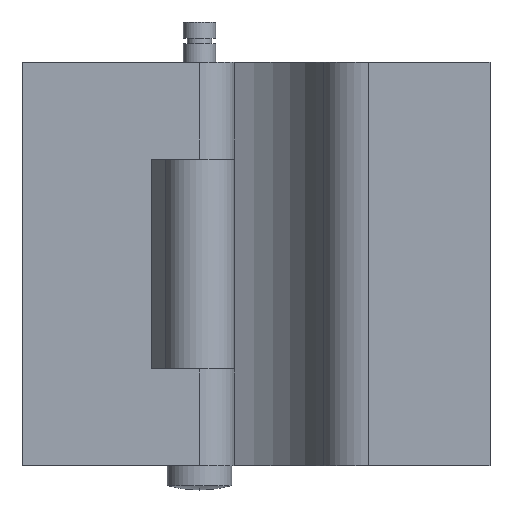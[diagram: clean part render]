
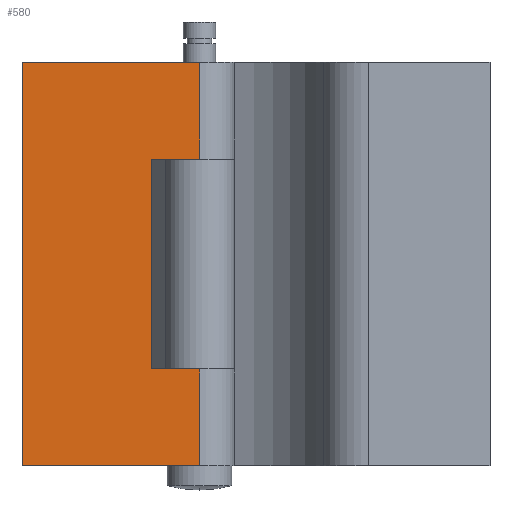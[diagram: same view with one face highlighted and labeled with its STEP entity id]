
A CAD part, front view. The second image highlights one B-rep face of the part: STEP entity #580.
In plain terms, the highlighted planar face has unit normal (0, -1, 0).
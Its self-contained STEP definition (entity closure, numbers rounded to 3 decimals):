
#459 = EDGE_CURVE ( 'NONE', #540, #493, #1400, .T. ) ;
#467 = EDGE_CURVE ( 'NONE', #493, #468, #1392, .T. ) ;
#468 = VERTEX_POINT ( 'NONE', #1387 ) ;
#493 = VERTEX_POINT ( 'NONE', #1463 ) ;
#501 = EDGE_LOOP ( 'NONE', ( #502, #506, #508, #509, #564, #565, #566, #569 ) ) ;
#502 = ORIENTED_EDGE ( 'NONE', *, *, #503, .T. ) ;
#503 = EDGE_CURVE ( 'NONE', #504, #505, #1450, .T. ) ;
#504 = VERTEX_POINT ( 'NONE', #1511 ) ;
#505 = VERTEX_POINT ( 'NONE', #1510 ) ;
#506 = ORIENTED_EDGE ( 'NONE', *, *, #507, .T. ) ;
#507 = EDGE_CURVE ( 'NONE', #505, #468, #1509, .T. ) ;
#508 = ORIENTED_EDGE ( 'NONE', *, *, #467, .F. ) ;
#509 = ORIENTED_EDGE ( 'NONE', *, *, #459, .F. ) ;
#512 = VERTEX_POINT ( 'NONE', #1500 ) ;
#514 = EDGE_CURVE ( 'NONE', #531, #512, #1499, .T. ) ;
#523 = EDGE_CURVE ( 'NONE', #540, #531, #1483, .T. ) ;
#531 = VERTEX_POINT ( 'NONE', #1533 ) ;
#540 = VERTEX_POINT ( 'NONE', #1516 ) ;
#564 = ORIENTED_EDGE ( 'NONE', *, *, #523, .T. ) ;
#565 = ORIENTED_EDGE ( 'NONE', *, *, #514, .T. ) ;
#566 = ORIENTED_EDGE ( 'NONE', *, *, #567, .F. ) ;
#567 = EDGE_CURVE ( 'NONE', #568, #512, #1609, .T. ) ;
#568 = VERTEX_POINT ( 'NONE', #1605 ) ;
#569 = ORIENTED_EDGE ( 'NONE', *, *, #570, .T. ) ;
#570 = EDGE_CURVE ( 'NONE', #568, #504, #1604, .T. ) ;
#580 = ADVANCED_FACE ( 'NONE', ( #1585 ), #1584, .F. ) ;
#1387 = CARTESIAN_POINT ( 'NONE',  ( 0., -4.3, 13. ) ) ;
#1389 = DIRECTION ( 'NONE',  ( 0., 0., -1. ) ) ;
#1390 = VECTOR ( 'NONE', #1389, 1000. ) ;
#1391 = CARTESIAN_POINT ( 'NONE',  ( 0., -4.3, 25. ) ) ;
#1392 = LINE ( 'NONE', #1391, #1390 ) ;
#1397 = DIRECTION ( 'NONE',  ( 1., 0., 0. ) ) ;
#1398 = VECTOR ( 'NONE', #1397, 1000. ) ;
#1399 = CARTESIAN_POINT ( 'NONE',  ( 0., -4.3, 25. ) ) ;
#1400 = LINE ( 'NONE', #1399, #1398 ) ;
#1448 = VECTOR ( 'NONE', #1512, 1000. ) ;
#1449 = CARTESIAN_POINT ( 'NONE',  ( -6., -4.3, 25. ) ) ;
#1450 = LINE ( 'NONE', #1449, #1448 ) ;
#1463 = CARTESIAN_POINT ( 'NONE',  ( 0., -4.3, 25. ) ) ;
#1480 = DIRECTION ( 'NONE',  ( 0., 0., -1. ) ) ;
#1481 = VECTOR ( 'NONE', #1480, 1000. ) ;
#1482 = CARTESIAN_POINT ( 'NONE',  ( -22., -4.3, 25. ) ) ;
#1483 = LINE ( 'NONE', #1482, #1481 ) ;
#1496 = DIRECTION ( 'NONE',  ( 1., 0., 0. ) ) ;
#1497 = VECTOR ( 'NONE', #1496, 1000. ) ;
#1498 = CARTESIAN_POINT ( 'NONE',  ( 0., -4.3, -25. ) ) ;
#1499 = LINE ( 'NONE', #1498, #1497 ) ;
#1500 = CARTESIAN_POINT ( 'NONE',  ( 0., -4.3, -25. ) ) ;
#1506 = DIRECTION ( 'NONE',  ( 1., 0., 0. ) ) ;
#1507 = VECTOR ( 'NONE', #1506, 1000. ) ;
#1508 = CARTESIAN_POINT ( 'NONE',  ( 0., -4.3, 13. ) ) ;
#1509 = LINE ( 'NONE', #1508, #1507 ) ;
#1510 = CARTESIAN_POINT ( 'NONE',  ( -6., -4.3, 13. ) ) ;
#1511 = CARTESIAN_POINT ( 'NONE',  ( -6., -4.3, -13. ) ) ;
#1512 = DIRECTION ( 'NONE',  ( 0., 0., 1. ) ) ;
#1516 = CARTESIAN_POINT ( 'NONE',  ( -22., -4.3, 25. ) ) ;
#1533 = CARTESIAN_POINT ( 'NONE',  ( -22., -4.3, -25. ) ) ;
#1580 = DIRECTION ( 'NONE',  ( 0., 0., 1. ) ) ;
#1581 = DIRECTION ( 'NONE',  ( 0., 1., 0. ) ) ;
#1582 = CARTESIAN_POINT ( 'NONE',  ( 0., -4.3, 25. ) ) ;
#1583 = AXIS2_PLACEMENT_3D ( 'NONE', #1582, #1581, #1580 ) ;
#1584 = PLANE ( 'NONE',  #1583 ) ;
#1585 = FACE_OUTER_BOUND ( 'NONE', #501, .T. ) ;
#1601 = DIRECTION ( 'NONE',  ( -1., 0., 0. ) ) ;
#1602 = VECTOR ( 'NONE', #1601, 1000. ) ;
#1603 = CARTESIAN_POINT ( 'NONE',  ( 0., -4.3, -13. ) ) ;
#1604 = LINE ( 'NONE', #1603, #1602 ) ;
#1605 = CARTESIAN_POINT ( 'NONE',  ( 0., -4.3, -13. ) ) ;
#1606 = DIRECTION ( 'NONE',  ( 0., 0., -1. ) ) ;
#1607 = VECTOR ( 'NONE', #1606, 1000. ) ;
#1608 = CARTESIAN_POINT ( 'NONE',  ( 0., -4.3, 25. ) ) ;
#1609 = LINE ( 'NONE', #1608, #1607 ) ;
